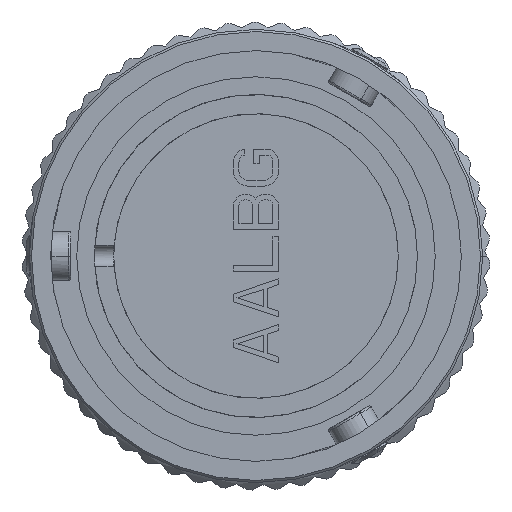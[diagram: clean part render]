
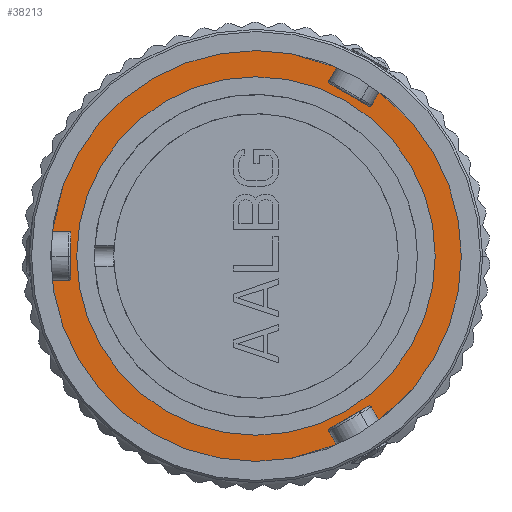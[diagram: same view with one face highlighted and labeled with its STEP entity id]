
A CAD part, left-side view. The second image highlights one B-rep face of the part: STEP entity #38213.
In plain terms, the highlighted planar face has unit normal (-1, 0, 0).
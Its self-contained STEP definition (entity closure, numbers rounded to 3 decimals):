
#8306=CARTESIAN_POINT('',(-12.55,0.,0.));
#8307=DIRECTION('',(-1.,0.,0.));
#8308=DIRECTION('',(0.,-1.,-0.001));
#8309=AXIS2_PLACEMENT_3D('',#8306,#8307,#8308);
#8470=CARTESIAN_POINT('',(-12.55,0.,0.));
#8471=DIRECTION('',(-1.,0.,0.));
#8472=DIRECTION('',(0.,1.,0.001));
#8473=AXIS2_PLACEMENT_3D('',#8470,#8471,#8472);
#8782=CARTESIAN_POINT('',(-12.55,0.,0.));
#8783=DIRECTION('',(1.,0.,0.));
#8784=DIRECTION('',(0.,1.,0.));
#8785=AXIS2_PLACEMENT_3D('',#8782,#8783,#8784);
#8787=CARTESIAN_POINT('',(-12.55,0.,0.));
#8788=DIRECTION('',(1.,0.,0.));
#8789=DIRECTION('',(0.,-1.,0.));
#8790=AXIS2_PLACEMENT_3D('',#8787,#8788,#8789);
#29674=CARTESIAN_POINT('',(-12.55,15.8,0.));
#29675=CARTESIAN_POINT('',(-12.55,-15.8,0.));
#29676=VERTEX_POINT('',#29674);
#29677=VERTEX_POINT('',#29675);
#29759=CARTESIAN_POINT('',(-12.55,18.86,0.013));
#29760=CARTESIAN_POINT('',(-12.55,-18.86,-0.013));
#29761=VERTEX_POINT('',#29759);
#29762=VERTEX_POINT('',#29760);
#38197=CARTESIAN_POINT('',(-12.55,0.,0.));
#38198=DIRECTION('',(1.,0.,0.));
#38199=DIRECTION('',(0.,0.,1.));
#38200=AXIS2_PLACEMENT_3D('',#38197,#38198,#38199);
#38201=PLANE('964',#38200);
#38203=ORIENTED_EDGE('4786',*,*,#38202,.F.);
#38204=ORIENTED_EDGE('4788',*,*,#38164,.F.);
#38205=EDGE_LOOP('964',(#38203,#38204));
#38206=FACE_OUTER_BOUND('964',#38205,.F.);
#38208=ORIENTED_EDGE('4673',*,*,#38207,.F.);
#38210=ORIENTED_EDGE('4674',*,*,#38209,.F.);
#38211=EDGE_LOOP('964',(#38208,#38210));
#38212=FACE_BOUND('964',#38211,.F.);
#8310=CIRCLE('4788',#8309,18.86);
#8474=CIRCLE('4786',#8473,18.86);
#8786=CIRCLE('4673',#8785,15.8);
#8791=CIRCLE('4674',#8790,15.8);
#38164=EDGE_CURVE('4788',#29762,#29761,#8310,.T.);
#38202=EDGE_CURVE('4786',#29761,#29762,#8474,.T.);
#38207=EDGE_CURVE('4673',#29676,#29677,#8786,.T.);
#38209=EDGE_CURVE('4674',#29677,#29676,#8791,.T.);
#38213=ADVANCED_FACE('964',(#38206,#38212),#38201,.F.);
